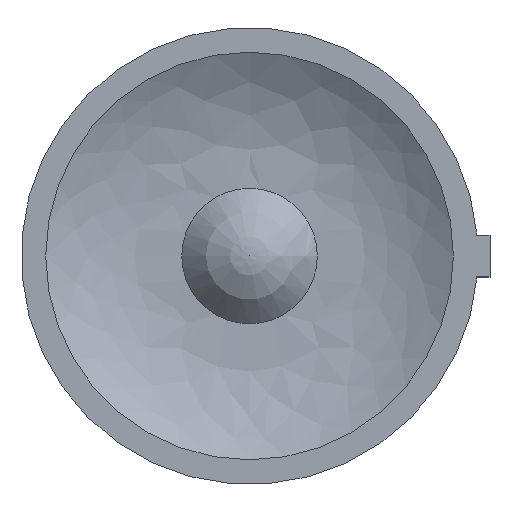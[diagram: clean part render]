
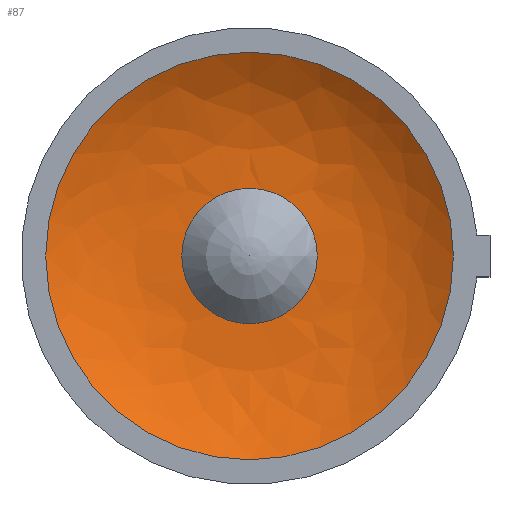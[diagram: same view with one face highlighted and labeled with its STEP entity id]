
A CAD part, top view. The second image highlights one B-rep face of the part: STEP entity #87.
In plain terms, the highlighted free-form (B-spline) face has degree [3, 3] with [4, 7] control points.
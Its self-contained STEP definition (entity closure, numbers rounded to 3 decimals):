
#87=ADVANCED_FACE('',(#118,#119),#120,.F.);
#118=FACE_OUTER_BOUND('',#152,.T.);
#119=FACE_OUTER_BOUND('',#153,.T.);
#120=(B_SPLINE_SURFACE(3,3,((#155,#156,#157,#158,#159,#160,#161),(#162,#163,#164,#165,#166,#167,#168),(#169,#170,#171,#172,#173,#174,#175),(#176,#177,#178,#179,#180,#181,#182)),.UNSPECIFIED.,.F.,.T.,.F.)B_SPLINE_SURFACE_WITH_KNOTS((4,4),(4,3,4),(0.0,6.283),(-1.653,-1.312,-0.97),.UNSPECIFIED.)RATIONAL_B_SPLINE_SURFACE(((1.0,0.333,0.333,1.0,0.333,0.333,1.0),(0.961,0.32,0.32,0.961,0.32,0.32,0.961),(0.961,0.32,0.32,0.961,0.32,0.32,0.961),(1.0,0.333,0.333,1.0,0.333,0.333,1.0)))BOUNDED_SURFACE()REPRESENTATION_ITEM('')GEOMETRIC_REPRESENTATION_ITEM()SURFACE());
#152=EDGE_LOOP('',(#367));
#153=EDGE_LOOP('',(#368));
#155=CARTESIAN_POINT('',(0.0,-14.564,0.));
#156=CARTESIAN_POINT('',(29.129,-14.564,0.));
#157=CARTESIAN_POINT('',(29.129,14.564,0.));
#158=CARTESIAN_POINT('',(0.0,14.564,0.));
#159=CARTESIAN_POINT('',(-29.129,14.564,0.));
#160=CARTESIAN_POINT('',(-29.129,-14.564,0.));
#161=CARTESIAN_POINT('',(0.0,-14.564,0.));
#162=CARTESIAN_POINT('',(0.0,-11.688,-1.973));
#163=CARTESIAN_POINT('',(23.376,-11.688,-1.973));
#164=CARTESIAN_POINT('',(23.376,11.688,-1.973));
#165=CARTESIAN_POINT('',(0.0,11.688,-1.973));
#166=CARTESIAN_POINT('',(-23.376,11.688,-1.973));
#167=CARTESIAN_POINT('',(-23.376,-11.688,-1.973));
#168=CARTESIAN_POINT('',(0.0,-11.688,-1.973));
#169=CARTESIAN_POINT('',(0.0,-8.317,-2.867));
#170=CARTESIAN_POINT('',(16.634,-8.317,-2.867));
#171=CARTESIAN_POINT('',(16.634,8.317,-2.867));
#172=CARTESIAN_POINT('',(0.0,8.317,-2.867));
#173=CARTESIAN_POINT('',(-16.634,8.317,-2.867));
#174=CARTESIAN_POINT('',(-16.634,-8.317,-2.867));
#175=CARTESIAN_POINT('',(0.0,-8.317,-2.867));
#176=CARTESIAN_POINT('',(0.0,-4.841,-2.578));
#177=CARTESIAN_POINT('',(9.683,-4.841,-2.578));
#178=CARTESIAN_POINT('',(9.683,4.841,-2.578));
#179=CARTESIAN_POINT('',(0.0,4.841,-2.578));
#180=CARTESIAN_POINT('',(-9.683,4.841,-2.578));
#181=CARTESIAN_POINT('',(-9.683,-4.841,-2.578));
#182=CARTESIAN_POINT('',(0.0,-4.841,-2.578));
#367=ORIENTED_EDGE('',*,*,#392,.F.);
#368=ORIENTED_EDGE('',*,*,#381,.F.);
#381=EDGE_CURVE('',#415,#415,#416,.T.);
#392=EDGE_CURVE('',#431,#431,#432,.F.);
#415=VERTEX_POINT('',#476);
#416=CIRCLE('',#477,14.564);
#431=VERTEX_POINT('',#499);
#432=CIRCLE('',#500,4.841);
#476=CARTESIAN_POINT('',(0.0,14.564,0.));
#477=AXIS2_PLACEMENT_3D('',#516,#517,#518);
#499=CARTESIAN_POINT('',(0.,4.841,-2.578));
#500=AXIS2_PLACEMENT_3D('',#535,#536,#537);
#516=CARTESIAN_POINT('',(0.0,0.0,0.0));
#517=DIRECTION('',(0.0,0.,-1.0));
#518=DIRECTION('',(0.0,1.0,0.));
#535=CARTESIAN_POINT('',(0.0,0.,-2.578));
#536=DIRECTION('',(0.0,0.,-1.0));
#537=DIRECTION('',(0.0,1.0,0.));
